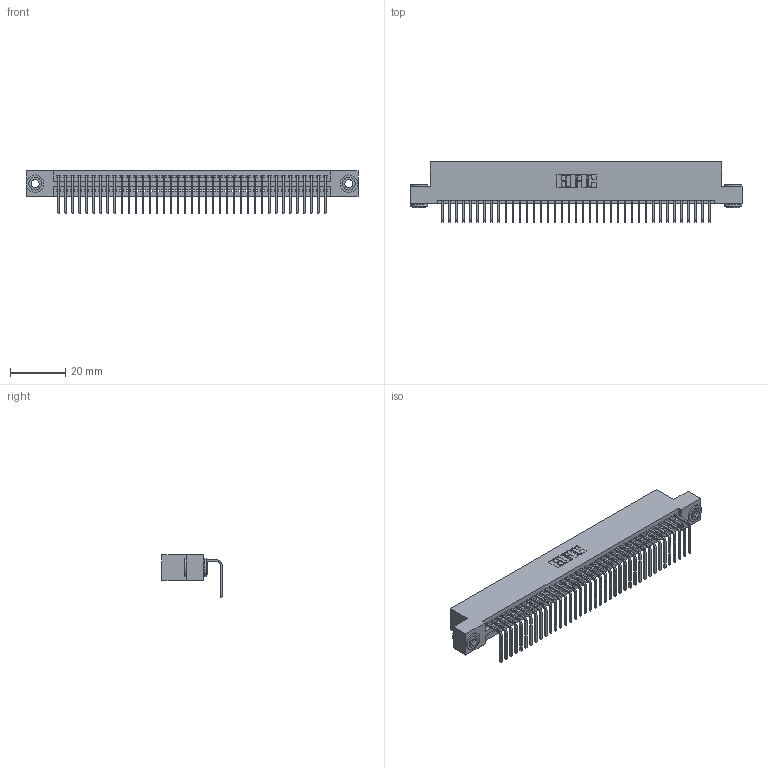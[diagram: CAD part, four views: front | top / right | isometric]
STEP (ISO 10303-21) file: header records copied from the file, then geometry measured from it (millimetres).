
FILE_DESCRIPTION (( 'STEP AP203' ), '1' );
FILE_NAME ('395-039-558-103.STEP', '2019-10-11T11:24:39', ( '' ), ( '' ), 'SwSTEP 2.0', 'SolidWorks 2016', '' );
FILE_SCHEMA (( 'CONFIG_CONTROL_DESIGN' ));
Length unit declared in the file: inch
Products named in the file (4): 345 Part_Flush Mounting Lugs - 0.156 Dia-TH; 345-292-001_558 Tail - 2; 345-250-002_345-250-002-102; 395-039-558-103
Assembly tree (42 placements, depth 2):
  395-039-558-103
    345 Part_Flush Mounting Lugs - 0.156 Dia-TH
    345-292-001_558 Tail - 2  x39
    345-250-002_345-250-002-102  x2
Bounding box: 120.27 x 21.83 x 15.37 mm (x, y, z)
Volume: 11548 mm3; surface area: 16283.5 mm2
Topology: 42 solids, 42 shells, 2504 faces, 7515 edges, 4954 vertices
Faces by surface type: plane 1728, cylinder 768, cone 8
Entity records: 30490 total; most frequent: CARTESIAN_POINT 5260, ORIENTED_EDGE 5226, DIRECTION 4629, EDGE_CURVE 2613, LINE 2301, VECTOR 2301, VERTEX_POINT 1738, AXIS2_PLACEMENT_3D 1164
